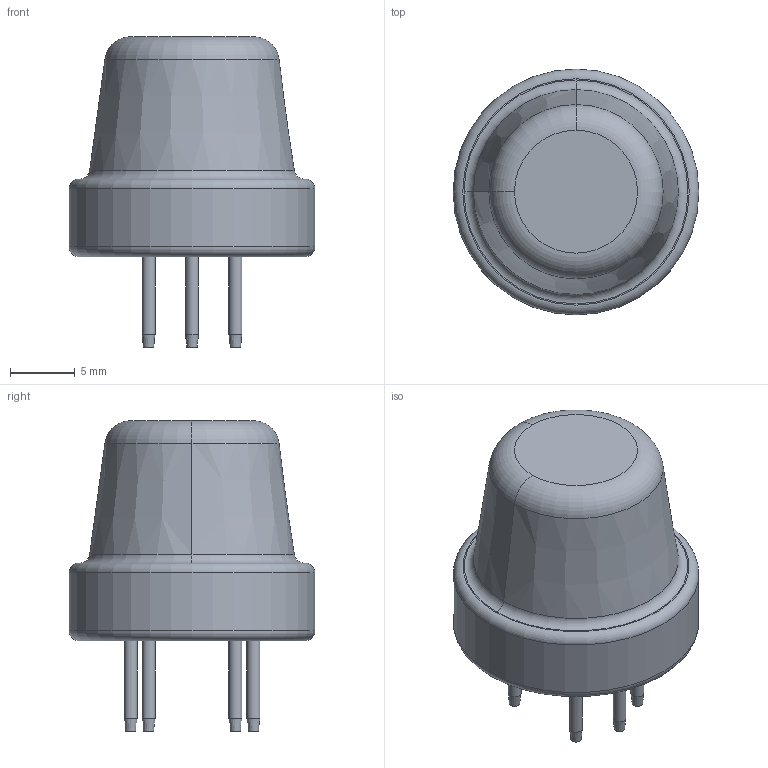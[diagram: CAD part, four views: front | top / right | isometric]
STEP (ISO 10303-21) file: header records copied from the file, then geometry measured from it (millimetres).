
FILE_DESCRIPTION(('FreeCAD Model'),'2;1');
FILE_NAME('Open CASCADE Shape Model','2021-04-10T12:39:36',('Author'),( ''),'Open CASCADE STEP processor 7.5','FreeCAD','Unknown');
FILE_SCHEMA(('AUTOMOTIVE_DESIGN { 1 0 10303 214 1 1 1 1 }'));
Length unit declared in the file: millimetre
Products named in the file (1): MQ131
Bounding box: 19 x 19 x 24 mm (x, y, z)
Volume: 3328 mm3; surface area: 1507 mm2
Topology: 1 solids, 1 shells, 128 faces, 324 edges, 212 vertices
Faces by surface type: plane 67, extrusion 39, cylinder 8, cone 8, torus 6
Full cylindrical faces by diameter (mm): 1 x6, 16 x1, 19 x1
Entity records: 3888 total; most frequent: CARTESIAN_POINT 901, ORIENTED_EDGE 648, DIRECTION 501, EDGE_CURVE 324, VECTOR 245, VERTEX_POINT 212, LINE 206, FACE_BOUND 142
